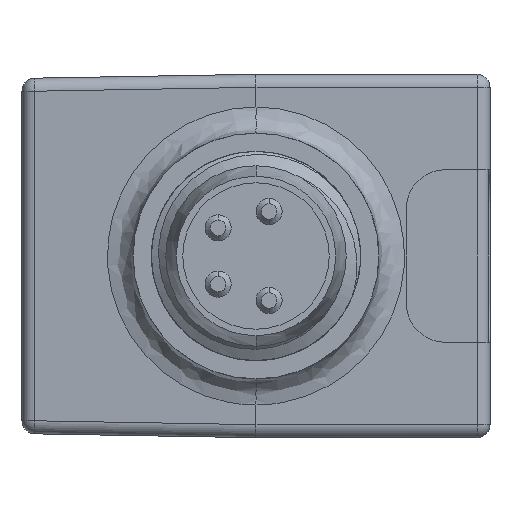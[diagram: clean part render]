
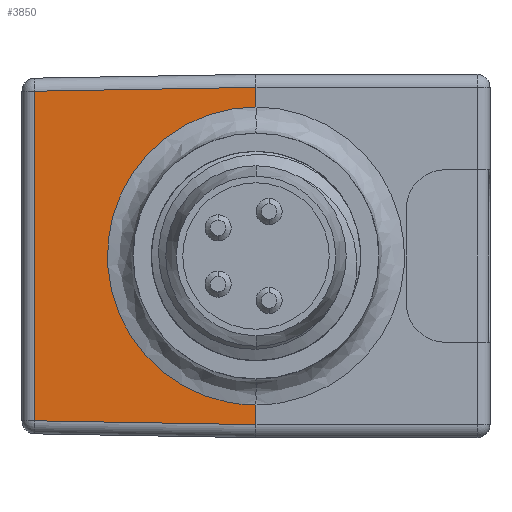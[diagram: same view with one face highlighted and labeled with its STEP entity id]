
A CAD part, front view. The second image highlights one B-rep face of the part: STEP entity #3850.
In plain terms, the highlighted planar face has unit normal (-0.018, -1, 0).
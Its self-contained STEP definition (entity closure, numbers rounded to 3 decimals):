
#881=CARTESIAN_POINT('',(0.,-25.4,
5.7));
#882=CARTESIAN_POINT('',(-0.198,-25.397,
5.699));
#883=CARTESIAN_POINT('',(-0.591,-25.39,
5.678));
#884=CARTESIAN_POINT('',(-1.18,-25.379,5.583));
#885=CARTESIAN_POINT('',(-1.757,-25.369,5.428));
#886=CARTESIAN_POINT('',(-2.313,-25.36,5.213));
#887=CARTESIAN_POINT('',(-2.845,-25.35,4.941));
#888=CARTESIAN_POINT('',(-3.345,-25.342,4.615));
#889=CARTESIAN_POINT('',(-3.808,-25.334,4.239));
#890=CARTESIAN_POINT('',(-4.23,-25.326,3.817));
#891=CARTESIAN_POINT('',(-4.605,-25.32,3.352));
#892=CARTESIAN_POINT('',(-4.93,-25.314,2.852));
#893=CARTESIAN_POINT('',(-5.201,-25.309,2.32));
#894=CARTESIAN_POINT('',(-5.414,-25.305,1.762));
#895=CARTESIAN_POINT('',(-5.569,-25.303,1.186));
#896=CARTESIAN_POINT('',(-5.662,-25.301,
0.596));
#897=CARTESIAN_POINT('',(-5.693,-25.301,
0.));
#898=CARTESIAN_POINT('',(-5.662,-25.301,
-0.596));
#899=CARTESIAN_POINT('',(-5.569,-25.303,
-1.186));
#900=CARTESIAN_POINT('',(-5.414,-25.305,
-1.762));
#901=CARTESIAN_POINT('',(-5.201,-25.309,
-2.32));
#902=CARTESIAN_POINT('',(-4.93,-25.314,
-2.852));
#903=CARTESIAN_POINT('',(-4.605,-25.32,
-3.352));
#904=CARTESIAN_POINT('',(-4.23,-25.326,
-3.817));
#905=CARTESIAN_POINT('',(-3.808,-25.334,
-4.239));
#906=CARTESIAN_POINT('',(-3.345,-25.342,
-4.615));
#907=CARTESIAN_POINT('',(-2.845,-25.35,
-4.941));
#908=CARTESIAN_POINT('',(-2.313,-25.36,
-5.213));
#909=CARTESIAN_POINT('',(-1.757,-25.369,
-5.428));
#910=CARTESIAN_POINT('',(-1.18,-25.379,
-5.583));
#911=CARTESIAN_POINT('',(-0.591,-25.39,
-5.678));
#912=CARTESIAN_POINT('',(-0.198,-25.397,
-5.699));
#913=CARTESIAN_POINT('',(0.,-25.4,
-5.7));
#964=DIRECTION('',(0.,0.,1.));
#965=VECTOR('',#964,0.75);
#966=CARTESIAN_POINT('',(0.,-25.4,
-6.45));
#967=LINE('',#966,#965);
#968=DIRECTION('',(0.,0.,1.));
#969=VECTOR('',#968,0.75);
#970=CARTESIAN_POINT('',(0.,-25.4,
5.7));
#971=LINE('',#970,#969);
#1010=DIRECTION('',(1.,-0.017,0.017));
#1011=VECTOR('',#1010,8.461);
#1012=CARTESIAN_POINT('',(-8.459,-25.252,
6.302));
#1013=LINE('',#1012,#1011);
#1023=DIRECTION('',(0.,0.,-1.));
#1024=VECTOR('',#1023,12.605);
#1025=CARTESIAN_POINT('',(-8.459,-25.252,
6.302));
#1026=LINE('',#1025,#1024);
#1118=DIRECTION('',(-1.,0.017,0.017));
#1119=VECTOR('',#1118,8.461);
#1120=CARTESIAN_POINT('',(0.,-25.4,
-6.45));
#1121=LINE('',#1120,#1119);
#1840=CARTESIAN_POINT('',(-8.459,-25.252,
6.302));
#1841=CARTESIAN_POINT('',(-8.459,-25.252,
-6.302));
#1842=VERTEX_POINT('',#1840);
#1843=VERTEX_POINT('',#1841);
#1971=CARTESIAN_POINT('',(0.,-25.4,
-6.45));
#1972=CARTESIAN_POINT('',(0.,-25.4,
-5.7));
#1973=VERTEX_POINT('',#1971);
#1974=VERTEX_POINT('',#1972);
#1975=CARTESIAN_POINT('',(0.,-25.4,
5.7));
#1976=CARTESIAN_POINT('',(0.,-25.4,
6.45));
#1977=VERTEX_POINT('',#1975);
#1978=VERTEX_POINT('',#1976);
#3832=CARTESIAN_POINT('',(0.,-25.4,-7.314));
#3833=DIRECTION('',(-0.017,-1.,0.));
#3834=DIRECTION('',(0.,0.,-1.));
#3835=AXIS2_PLACEMENT_3D('',#3832,#3833,#3834);
#3836=PLANE('',#3835);
#3838=ORIENTED_EDGE('',*,*,#3837,.F.);
#3840=ORIENTED_EDGE('',*,*,#3839,.T.);
#3842=ORIENTED_EDGE('',*,*,#3841,.F.);
#3844=ORIENTED_EDGE('',*,*,#3843,.T.);
#3846=ORIENTED_EDGE('',*,*,#3845,.F.);
#3847=ORIENTED_EDGE('',*,*,#3818,.T.);
#3848=EDGE_LOOP('',(#3838,#3840,#3842,#3844,#3846,#3847));
#3849=FACE_OUTER_BOUND('',#3848,.F.);
#3850=ADVANCED_FACE('',(#3849),#3836,.T.);
#914=B_SPLINE_CURVE_WITH_KNOTS('',3,(#881,#882,#883,#884,#885,#886,#887,#888,
#889,#890,#891,#892,#893,#894,#895,#896,#897,#898,#899,#900,#901,#902,#903,#904,
#905,#906,#907,#908,#909,#910,#911,#912,#913),.UNSPECIFIED.,.F.,.F.,(4,1,1,1,1,
1,1,1,1,1,1,1,1,1,1,1,1,1,1,1,1,1,1,1,1,1,1,1,1,1,4),(0.,0.033,
0.067,0.1,0.133,0.167,0.2,
0.233,0.267,0.3,0.333,0.367,
0.4,0.433,0.467,0.5,0.533,
0.567,0.6,0.633,0.667,0.7,
0.733,0.767,0.8,0.833,0.867,
0.9,0.933,0.967,1.),.UNSPECIFIED.);
#3818=EDGE_CURVE('',#1977,#1974,#914,.T.);
#3837=EDGE_CURVE('',#1973,#1974,#967,.T.);
#3839=EDGE_CURVE('',#1973,#1843,#1121,.T.);
#3841=EDGE_CURVE('',#1842,#1843,#1026,.T.);
#3843=EDGE_CURVE('',#1842,#1978,#1013,.T.);
#3845=EDGE_CURVE('',#1977,#1978,#971,.T.);
